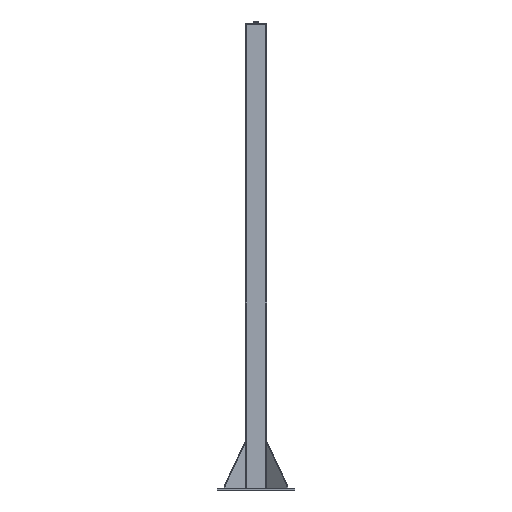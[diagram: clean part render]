
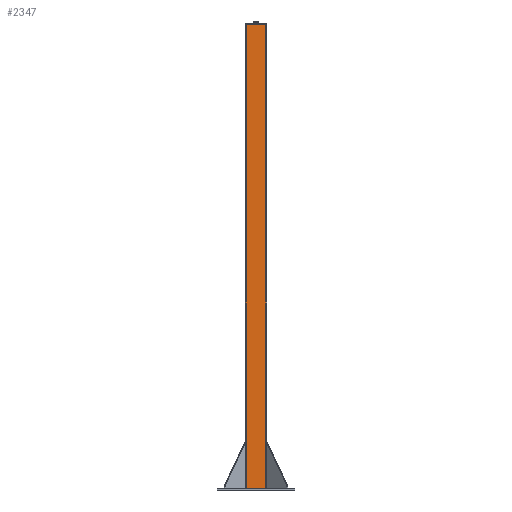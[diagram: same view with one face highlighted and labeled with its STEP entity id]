
A CAD part, left-side view. The second image highlights one B-rep face of the part: STEP entity #2347.
In plain terms, the highlighted planar face has unit normal (-1, 0, 0).
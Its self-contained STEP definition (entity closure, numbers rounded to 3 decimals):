
#2347=ADVANCED_FACE('',(#4198),#4199,.T.);
#4198=FACE_OUTER_BOUND('',#6409,.T.);
#4199=PLANE('',#6410);
#6409=EDGE_LOOP('',(#14454,#14455,#14456,#14457));
#6410=AXIS2_PLACEMENT_3D('',#14458,#14459,#14460);
#14454=ORIENTED_EDGE('',*,*,#19101,.T.);
#14455=ORIENTED_EDGE('',*,*,#19102,.F.);
#14456=ORIENTED_EDGE('',*,*,#19103,.T.);
#14457=ORIENTED_EDGE('',*,*,#19104,.T.);
#14458=CARTESIAN_POINT('',(-70.,0.,590.));
#14459=DIRECTION('',(-1.,0.,0.));
#14460=DIRECTION('',(0.,-1.,0.));
#19101=EDGE_CURVE('',#20980,#20981,#20982,.T.);
#19102=EDGE_CURVE('',#20983,#20981,#20984,.T.);
#19103=EDGE_CURVE('',#20983,#20985,#20986,.T.);
#19104=EDGE_CURVE('',#20985,#20980,#20987,.T.);
#20980=VERTEX_POINT('',#23808);
#20981=VERTEX_POINT('',#23809);
#20982=LINE('',#23810,#23811);
#20983=VERTEX_POINT('',#23812);
#20984=LINE('',#23813,#23814);
#20985=VERTEX_POINT('',#23815);
#20986=LINE('',#23816,#23817);
#20987=LINE('',#23818,#23819);
#23808=CARTESIAN_POINT('',(-70.,-62.5,3590.));
#23809=CARTESIAN_POINT('',(-70.,62.5,3590.));
#23810=CARTESIAN_POINT('',(-70.,62.5,3590.));
#23811=VECTOR('',#30897,1.);
#23812=CARTESIAN_POINT('',(-70.,62.5,590.));
#23813=CARTESIAN_POINT('',(-70.,62.5,590.));
#23814=VECTOR('',#30898,1.);
#23815=CARTESIAN_POINT('',(-70.,-62.5,590.));
#23816=CARTESIAN_POINT('',(-70.,62.5,590.));
#23817=VECTOR('',#30899,1.);
#23818=CARTESIAN_POINT('',(-70.,-62.5,590.));
#23819=VECTOR('',#30900,1.);
#30897=DIRECTION('',(0.,1.,0.));
#30898=DIRECTION('',(0.,0.,1.));
#30899=DIRECTION('',(0.,-1.,0.));
#30900=DIRECTION('',(0.,0.,1.));
